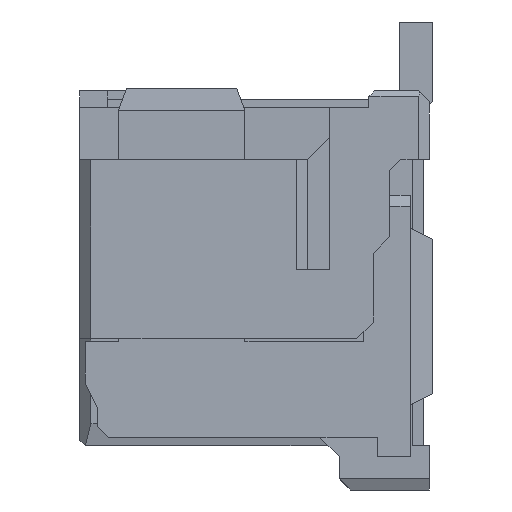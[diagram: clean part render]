
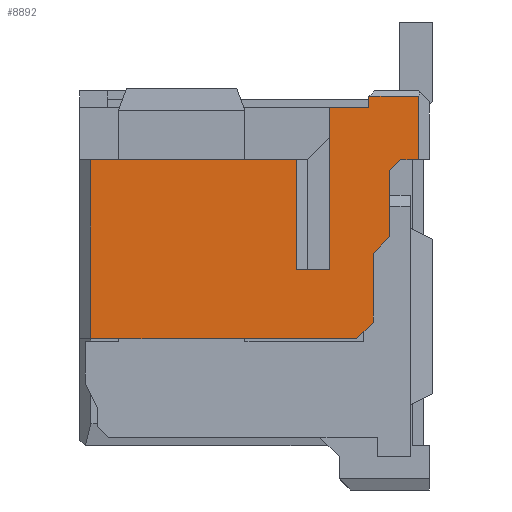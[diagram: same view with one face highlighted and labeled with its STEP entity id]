
A CAD part, left-side view. The second image highlights one B-rep face of the part: STEP entity #8892.
In plain terms, the highlighted planar face has unit normal (-1, 0, 0).
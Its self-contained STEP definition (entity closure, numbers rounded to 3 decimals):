
#753=DIRECTION('',(0.,0.,-1.));
#754=VECTOR('',#753,2.95);
#755=CARTESIAN_POINT('',(-7.4,-1.93,3.77));
#756=LINE('',#755,#754);
#761=DIRECTION('',(0.,0.,-1.));
#762=VECTOR('',#761,3.25);
#763=CARTESIAN_POINT('',(-7.4,2.4,2.82));
#764=LINE('',#763,#762);
#765=DIRECTION('',(0.,-1.,0.));
#766=VECTOR('',#765,3.73);
#767=CARTESIAN_POINT('',(-7.4,2.4,2.82));
#768=LINE('',#767,#766);
#769=DIRECTION('',(0.,0.,1.));
#770=VECTOR('',#769,2.);
#771=CARTESIAN_POINT('',(-7.4,-1.33,0.82));
#772=LINE('',#771,#770);
#773=DIRECTION('',(0.,1.,0.));
#774=VECTOR('',#773,0.6);
#775=CARTESIAN_POINT('',(-7.4,-1.93,0.82));
#776=LINE('',#775,#774);
#777=DIRECTION('',(0.,1.,0.));
#778=VECTOR('',#777,0.72);
#779=CARTESIAN_POINT('',(-7.4,-2.65,3.77));
#780=LINE('',#779,#778);
#781=DIRECTION('',(0.,0.,-1.));
#782=VECTOR('',#781,0.2);
#783=CARTESIAN_POINT('',(-7.4,-2.65,3.97));
#784=LINE('',#783,#782);
#785=DIRECTION('',(0.,1.,0.));
#786=VECTOR('',#785,0.9);
#787=CARTESIAN_POINT('',(-7.4,-3.55,3.97));
#788=LINE('',#787,#786);
#789=DIRECTION('',(0.,0.,1.));
#790=VECTOR('',#789,1.15);
#791=CARTESIAN_POINT('',(-7.4,-3.55,2.82));
#792=LINE('',#791,#790);
#793=DIRECTION('',(0.,1.,0.));
#794=VECTOR('',#793,0.32);
#795=CARTESIAN_POINT('',(-7.4,-3.55,2.82));
#796=LINE('',#795,#794);
#797=DIRECTION('',(0.,0.707,-0.707));
#798=VECTOR('',#797,0.283);
#799=CARTESIAN_POINT('',(-7.4,-3.23,2.82));
#800=LINE('',#799,#798);
#801=DIRECTION('',(0.,0.,-1.));
#802=VECTOR('',#801,1.2);
#803=CARTESIAN_POINT('',(-7.4,-3.03,2.62));
#804=LINE('',#803,#802);
#805=DIRECTION('',(0.,0.707,-0.707));
#806=VECTOR('',#805,0.424);
#807=CARTESIAN_POINT('',(-7.4,-3.03,1.42));
#808=LINE('',#807,#806);
#809=DIRECTION('',(0.,0.,-1.));
#810=VECTOR('',#809,1.25);
#811=CARTESIAN_POINT('',(-7.4,-2.73,1.12));
#812=LINE('',#811,#810);
#813=DIRECTION('',(0.,0.707,-0.707));
#814=VECTOR('',#813,0.424);
#815=CARTESIAN_POINT('',(-7.4,-2.73,-0.13));
#816=LINE('',#815,#814);
#817=DIRECTION('',(0.,-1.,0.));
#818=VECTOR('',#817,4.83);
#819=CARTESIAN_POINT('',(-7.4,2.4,-0.43));
#820=LINE('',#819,#818);
#6037=CARTESIAN_POINT('',(-7.4,-3.23,2.82));
#6038=CARTESIAN_POINT('',(-7.4,-3.03,2.62));
#6039=VERTEX_POINT('',#6037);
#6040=VERTEX_POINT('',#6038);
#6041=CARTESIAN_POINT('',(-7.4,-3.03,1.42));
#6042=VERTEX_POINT('',#6041);
#6043=CARTESIAN_POINT('',(-7.4,-2.73,1.12));
#6044=VERTEX_POINT('',#6043);
#6045=CARTESIAN_POINT('',(-7.4,-2.73,-0.13));
#6046=VERTEX_POINT('',#6045);
#6047=CARTESIAN_POINT('',(-7.4,-2.43,-0.43));
#6048=VERTEX_POINT('',#6047);
#6049=CARTESIAN_POINT('',(-7.4,-1.93,3.77));
#6051=VERTEX_POINT('',#6049);
#6057=CARTESIAN_POINT('',(-7.4,-2.65,3.77));
#6058=VERTEX_POINT('',#6057);
#6562=CARTESIAN_POINT('',(-7.4,-1.93,0.82));
#6563=CARTESIAN_POINT('',(-7.4,-1.33,0.82));
#6564=VERTEX_POINT('',#6562);
#6565=VERTEX_POINT('',#6563);
#6566=CARTESIAN_POINT('',(-7.4,-1.33,2.82));
#6567=VERTEX_POINT('',#6566);
#6638=CARTESIAN_POINT('',(-7.4,2.4,-0.43));
#6640=VERTEX_POINT('',#6638);
#6644=CARTESIAN_POINT('',(-7.4,2.4,2.82));
#6645=VERTEX_POINT('',#6644);
#6696=CARTESIAN_POINT('',(-7.4,-3.55,3.97));
#6697=CARTESIAN_POINT('',(-7.4,-2.65,3.97));
#6698=VERTEX_POINT('',#6696);
#6699=VERTEX_POINT('',#6697);
#6709=CARTESIAN_POINT('',(-7.4,-3.55,2.82));
#6711=VERTEX_POINT('',#6709);
#8855=CARTESIAN_POINT('',(-7.4,0.,0.445));
#8856=DIRECTION('',(-1.,0.,0.));
#8857=DIRECTION('',(0.,0.,1.));
#8858=AXIS2_PLACEMENT_3D('',#8855,#8856,#8857);
#8859=PLANE('',#8858);
#8861=ORIENTED_EDGE('',*,*,#8860,.F.);
#8862=ORIENTED_EDGE('',*,*,#8793,.T.);
#8864=ORIENTED_EDGE('',*,*,#8863,.F.);
#8866=ORIENTED_EDGE('',*,*,#8865,.F.);
#8867=ORIENTED_EDGE('',*,*,#8843,.F.);
#8869=ORIENTED_EDGE('',*,*,#8868,.F.);
#8871=ORIENTED_EDGE('',*,*,#8870,.F.);
#8873=ORIENTED_EDGE('',*,*,#8872,.F.);
#8875=ORIENTED_EDGE('',*,*,#8874,.F.);
#8877=ORIENTED_EDGE('',*,*,#8876,.T.);
#8879=ORIENTED_EDGE('',*,*,#8878,.T.);
#8881=ORIENTED_EDGE('',*,*,#8880,.T.);
#8883=ORIENTED_EDGE('',*,*,#8882,.T.);
#8885=ORIENTED_EDGE('',*,*,#8884,.T.);
#8887=ORIENTED_EDGE('',*,*,#8886,.T.);
#8889=ORIENTED_EDGE('',*,*,#8888,.F.);
#8890=EDGE_LOOP('',(#8861,#8862,#8864,#8866,#8867,#8869,#8871,#8873,#8875,#8877,
#8879,#8881,#8883,#8885,#8887,#8889));
#8891=FACE_OUTER_BOUND('',#8890,.F.);
#8892=ADVANCED_FACE('',(#8891),#8859,.T.);
#8793=EDGE_CURVE('',#6645,#6567,#768,.T.);
#8843=EDGE_CURVE('',#6051,#6564,#756,.T.);
#8860=EDGE_CURVE('',#6645,#6640,#764,.T.);
#8863=EDGE_CURVE('',#6565,#6567,#772,.T.);
#8865=EDGE_CURVE('',#6564,#6565,#776,.T.);
#8868=EDGE_CURVE('',#6058,#6051,#780,.T.);
#8870=EDGE_CURVE('',#6699,#6058,#784,.T.);
#8872=EDGE_CURVE('',#6698,#6699,#788,.T.);
#8874=EDGE_CURVE('',#6711,#6698,#792,.T.);
#8876=EDGE_CURVE('',#6711,#6039,#796,.T.);
#8878=EDGE_CURVE('',#6039,#6040,#800,.T.);
#8880=EDGE_CURVE('',#6040,#6042,#804,.T.);
#8882=EDGE_CURVE('',#6042,#6044,#808,.T.);
#8884=EDGE_CURVE('',#6044,#6046,#812,.T.);
#8886=EDGE_CURVE('',#6046,#6048,#816,.T.);
#8888=EDGE_CURVE('',#6640,#6048,#820,.T.);
